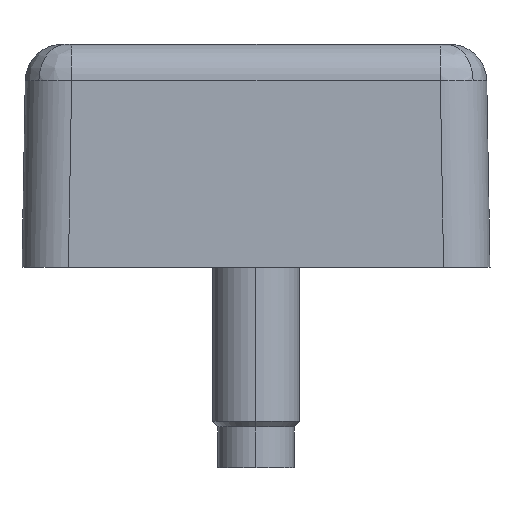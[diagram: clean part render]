
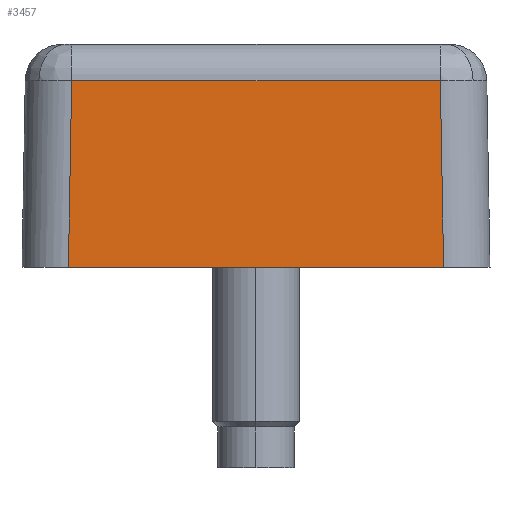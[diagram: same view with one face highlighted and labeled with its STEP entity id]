
A CAD part, left-side view. The second image highlights one B-rep face of the part: STEP entity #3457.
In plain terms, the highlighted planar face has unit normal (-1, 0, 0.018).
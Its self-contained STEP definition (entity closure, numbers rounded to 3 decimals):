
#261 = CARTESIAN_POINT ( 'NONE',  ( -25.2, 10.1, 0. ) ) ;
#764 = VERTEX_POINT ( 'NONE', #1178 ) ;
#883 = DIRECTION ( 'NONE',  ( -1., 0., 0.017 ) ) ;
#1000 = AXIS2_PLACEMENT_3D ( 'NONE', #9376, #883, #7202 ) ;
#1178 = CARTESIAN_POINT ( 'NONE',  ( -25.2, -10.1, 0. ) ) ;
#2051 = CARTESIAN_POINT ( 'NONE',  ( -25.2, -12.6, 0. ) ) ;
#2865 = FACE_OUTER_BOUND ( 'NONE', #7152, .T. ) ;
#3241 = DIRECTION ( 'NONE',  ( 0.017, -0.017, 1. ) ) ;
#3457 = ADVANCED_FACE ( 'NONE', ( #2865 ), #6143, .T. ) ;
#4260 = DIRECTION ( 'NONE',  ( -0.017, -0.017, -1. ) ) ;
#4284 = ORIENTED_EDGE ( 'NONE', *, *, #5722, .F. ) ;
#4619 = EDGE_CURVE ( 'NONE', #10599, #764, #10765, .T. ) ;
#5041 = ORIENTED_EDGE ( 'NONE', *, *, #7865, .T. ) ;
#5064 = LINE ( 'NONE', #2051, #5851 ) ;
#5120 = CARTESIAN_POINT ( 'NONE',  ( -25.025, -9.925, 10.035 ) ) ;
#5582 = CARTESIAN_POINT ( 'NONE',  ( -25.025, 9.925, 10.035 ) ) ;
#5722 = EDGE_CURVE ( 'NONE', #6608, #7886, #6522, .T. ) ;
#5851 = VECTOR ( 'NONE', #6255, 1000. ) ;
#6103 = VECTOR ( 'NONE', #3241, 1000. ) ;
#6143 = PLANE ( 'NONE',  #1000 ) ;
#6255 = DIRECTION ( 'NONE',  ( 0., 1., 0. ) ) ;
#6522 = LINE ( 'NONE', #8559, #6103 ) ;
#6608 = VERTEX_POINT ( 'NONE', #261 ) ;
#6880 = VECTOR ( 'NONE', #4260, 1000. ) ;
#7152 = EDGE_LOOP ( 'NONE', ( #4284, #11147, #9145, #5041 ) ) ;
#7202 = DIRECTION ( 'NONE',  ( 0., 1., 0. ) ) ;
#7720 = CARTESIAN_POINT ( 'NONE',  ( -25.025, -12.6, 10.035 ) ) ;
#7865 = EDGE_CURVE ( 'NONE', #10599, #7886, #8769, .T. ) ;
#7886 = VERTEX_POINT ( 'NONE', #5582 ) ;
#8559 = CARTESIAN_POINT ( 'NONE',  ( -25.193, 10.093, 0.396 ) ) ;
#8730 = CARTESIAN_POINT ( 'NONE',  ( -25.201, -10.101, -0.044 ) ) ;
#8769 = LINE ( 'NONE', #7720, #10379 ) ;
#9145 = ORIENTED_EDGE ( 'NONE', *, *, #4619, .F. ) ;
#9376 = CARTESIAN_POINT ( 'NONE',  ( -25.2, -12.6, 0. ) ) ;
#10237 = EDGE_CURVE ( 'NONE', #764, #6608, #5064, .T. ) ;
#10379 = VECTOR ( 'NONE', #12003, 1000. ) ;
#10599 = VERTEX_POINT ( 'NONE', #5120 ) ;
#10765 = LINE ( 'NONE', #8730, #6880 ) ;
#11147 = ORIENTED_EDGE ( 'NONE', *, *, #10237, .F. ) ;
#12003 = DIRECTION ( 'NONE',  ( 0., 1., 0. ) ) ;
